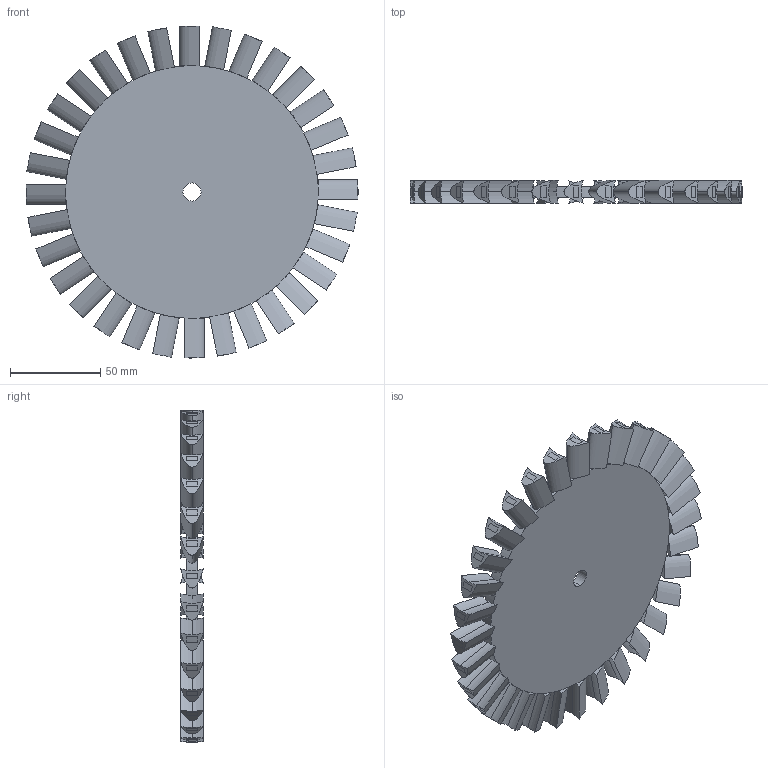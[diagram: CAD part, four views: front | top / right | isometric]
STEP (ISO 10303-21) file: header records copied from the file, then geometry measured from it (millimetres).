
FILE_DESCRIPTION (( 'STEP AP214' ), '1' );
FILE_NAME ('[TP] [Turb] Rotor17.STEP', '2024-04-05T06:37:57', ( '' ), ( '' ), 'SwSTEP 2.0', 'SolidWorks 2023', '' );
FILE_SCHEMA (( 'AUTOMOTIVE_DESIGN' ));
Length unit declared in the file: millimetre
Products named in the file (3): [TP] [Turb] Rotor Disc; [TP] [Turb] Rotor17; [TP] [Turb] Rotor Blade
Assembly tree (33 placements, depth 2):
  [TP] [Turb] Rotor17
    [TP] [Turb] Rotor Disc
    [TP] [Turb] Rotor Blade  x32
Bounding box: 184.4 x 12.7 x 184.4 mm (x, y, z)
Volume: 155235.1 mm3; surface area: 92014.4 mm2
Topology: 33 solids, 33 shells, 452 faces, 1158 edges, 772 vertices
Faces by surface type: plane 290, cylinder 98, bspline 64
Entity records: 5020 total; most frequent: CARTESIAN_POINT 894, DIRECTION 834, ORIENTED_EDGE 828, EDGE_CURVE 414, LINE 338, VECTOR 338, VERTEX_POINT 276, AXIS2_PLACEMENT_3D 248
